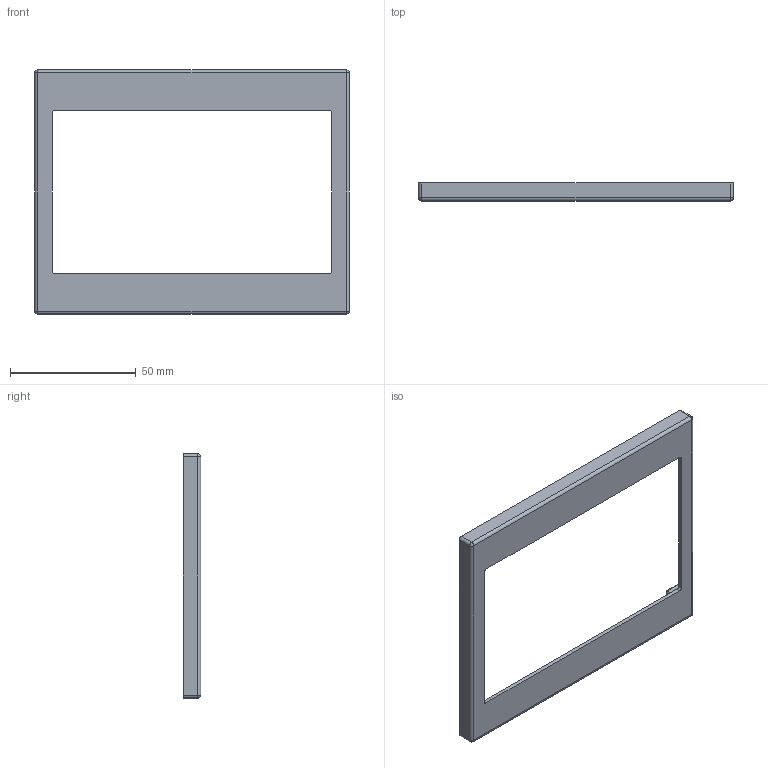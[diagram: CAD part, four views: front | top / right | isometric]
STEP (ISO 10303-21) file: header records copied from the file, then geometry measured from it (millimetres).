
FILE_DESCRIPTION(/* description */ (''),/* implementation_level */ '2;1');
FILE_NAME(/* name */ 'Chassis_Touchscreen_Frame_Front v10.step',/* time_stamp */ '2020-09-20T21:16:34+02:00',/* author */ (''),/* organization */ (''),/* preprocessor_version */ 'ST-DEVELOPER v18.1',/* originating_system */ 'Autodesk Translation Framework v9.3.0.1241',/* authorisation */ '');
FILE_SCHEMA (('AUTOMOTIVE_DESIGN { 1 0 10303 214 3 1 1 }'));
Length unit declared in the file: millimetre
Products named in the file (1): Chassis_Touchscreen_Frame_Front
Bounding box: 125 x 7 x 97 mm (x, y, z)
Volume: 13030.6 mm3; surface area: 15586 mm2
Topology: 1 solids, 1 shells, 107 faces, 228 edges, 128 vertices
Faces by surface type: cylinder 52, plane 27, sphere 16, torus 12
Full cylindrical faces by diameter (mm): 3.1 x4
Entity records: 2879 total; most frequent: DIRECTION 560, CARTESIAN_POINT 464, ORIENTED_EDGE 456, EDGE_CURVE 228, AXIS2_PLACEMENT_3D 224, VERTEX_POINT 128, CIRCLE 116, EDGE_LOOP 114
